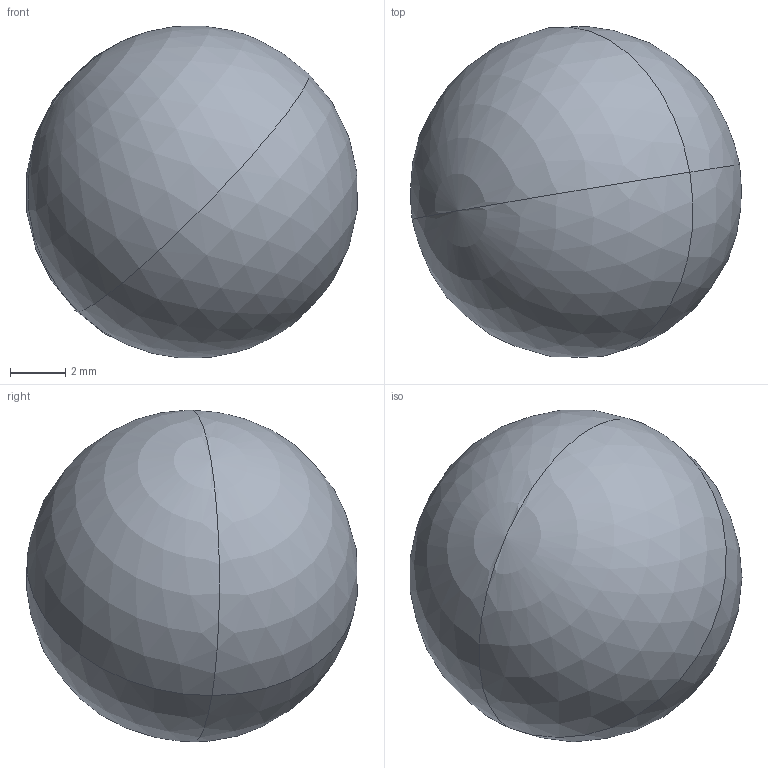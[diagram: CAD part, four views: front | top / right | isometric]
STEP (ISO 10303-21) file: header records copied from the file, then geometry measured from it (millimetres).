
FILE_DESCRIPTION (( 'STEP AP214' ), '1' );
FILE_NAME ('CWbeta_metal.STEP', '2019-08-21T17:05:48', ( '' ), ( '' ), 'SwSTEP 2.0', 'SolidWorks 2019', '' );
FILE_SCHEMA (( 'AUTOMOTIVE_DESIGN' ));
Length unit declared in the file: millimetre
Products named in the file (1): CWbeta_metal
Bounding box: 11.92 x 11.92 x 11.97 mm (x, y, z)
Volume: 904.8 mm3; surface area: 452.4 mm2
Topology: 1 solids, 1 shells, 4 faces, 10 edges, 4 vertices
Faces by surface type: sphere 4
Entity records: 154 total; most frequent: DIRECTION 18, CARTESIAN_POINT 11, AXIS2_PLACEMENT_3D 9, ORIENTED_EDGE 8, UNCERTAINTY_MEASURE_WITH_UNIT 7, SURFACE_STYLE_USAGE 6, MECHANICAL_DESIGN_GEOMETRIC_PRESENTATION_REPRESENTATION 6, SURFACE_SIDE_STYLE 6
